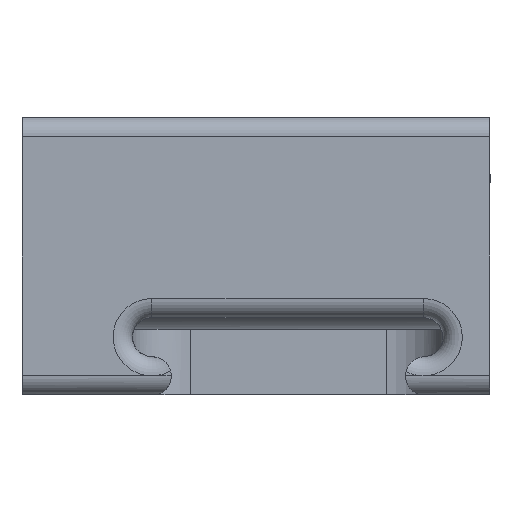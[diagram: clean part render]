
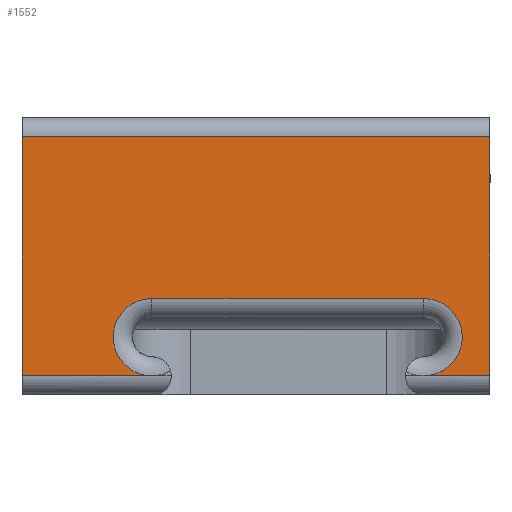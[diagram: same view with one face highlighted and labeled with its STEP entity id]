
A CAD part, front view. The second image highlights one B-rep face of the part: STEP entity #1552.
In plain terms, the highlighted planar face has unit normal (0, -1, 0).
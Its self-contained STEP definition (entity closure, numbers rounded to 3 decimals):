
#70=CIRCLE('',#1700,1.99);
#71=CIRCLE('',#1701,1.99);
#111=PLANE('',#1699);
#173=FACE_OUTER_BOUND('',#270,.T.);
#270=EDGE_LOOP('',(#1213,#1214,#1215,#1216,#1217,#1218,#1219,#1220));
#359=LINE('',#2299,#506);
#396=LINE('',#2421,#543);
#428=LINE('',#2505,#575);
#430=LINE('',#2509,#577);
#431=LINE('',#2513,#578);
#432=LINE('',#2516,#579);
#506=VECTOR('',#1831,10.);
#543=VECTOR('',#1934,10.);
#575=VECTOR('',#2024,10.);
#577=VECTOR('',#2028,10.);
#578=VECTOR('',#2031,10.);
#579=VECTOR('',#2034,10.);
#657=VERTEX_POINT('',#2296);
#658=VERTEX_POINT('',#2298);
#688=VERTEX_POINT('',#2375);
#710=VERTEX_POINT('',#2419);
#734=VERTEX_POINT('',#2508);
#735=VERTEX_POINT('',#2510);
#736=VERTEX_POINT('',#2512);
#737=VERTEX_POINT('',#2514);
#811=EDGE_CURVE('',#658,#657,#359,.F.);
#872=EDGE_CURVE('',#710,#688,#396,.F.);
#914=EDGE_CURVE('',#688,#657,#428,.T.);
#916=EDGE_CURVE('',#734,#710,#430,.T.);
#917=EDGE_CURVE('',#735,#734,#70,.T.);
#918=EDGE_CURVE('',#736,#735,#431,.T.);
#919=EDGE_CURVE('',#737,#736,#71,.T.);
#920=EDGE_CURVE('',#658,#737,#432,.T.);
#1213=ORIENTED_EDGE('',*,*,#914,.F.);
#1214=ORIENTED_EDGE('',*,*,#872,.F.);
#1215=ORIENTED_EDGE('',*,*,#916,.F.);
#1216=ORIENTED_EDGE('',*,*,#917,.F.);
#1217=ORIENTED_EDGE('',*,*,#918,.F.);
#1218=ORIENTED_EDGE('',*,*,#919,.F.);
#1219=ORIENTED_EDGE('',*,*,#920,.F.);
#1220=ORIENTED_EDGE('',*,*,#811,.T.);
#1552=ADVANCED_FACE('',(#173),#111,.T.);
#1699=AXIS2_PLACEMENT_3D('',#2507,#2026,#2027);
#1700=AXIS2_PLACEMENT_3D('',#2511,#2029,#2030);
#1701=AXIS2_PLACEMENT_3D('',#2515,#2032,#2033);
#1831=DIRECTION('',(0.,0.,-1.));
#1934=DIRECTION('',(0.,0.,-1.));
#2024=DIRECTION('',(1.,0.,0.));
#2026=DIRECTION('center_axis',(0.,-1.,0.));
#2027=DIRECTION('ref_axis',(0.,0.,
-1.));
#2028=DIRECTION('',(-1.,0.,0.));
#2029=DIRECTION('center_axis',(0.,-1.,0.));
#2030=DIRECTION('ref_axis',(-1.,0.,0.));
#2031=DIRECTION('',(-1.,0.,0.));
#2032=DIRECTION('center_axis',(0.,-1.,0.));
#2033=DIRECTION('ref_axis',(1.,0.,0.029));
#2034=DIRECTION('',(-1.,0.,0.));
#2296=CARTESIAN_POINT('',(55.853,1.,86.322));
#2298=CARTESIAN_POINT('',(55.853,1.,74.022));
#2299=CARTESIAN_POINT('',(55.853,1.,84.322));
#2375=CARTESIAN_POINT('',(31.743,1.,86.322));
#2419=CARTESIAN_POINT('',(31.743,1.,74.022));
#2421=CARTESIAN_POINT('',(31.743,1.,84.322));
#2505=CARTESIAN_POINT('',(25.103,1.,86.322));
#2507=CARTESIAN_POINT('Origin',(23.853,1.,87.322));
#2508=CARTESIAN_POINT('',(38.132,1.,74.022));
#2509=CARTESIAN_POINT('',(25.103,1.,74.022));
#2510=CARTESIAN_POINT('',(38.43,1.,77.98));
#2511=CARTESIAN_POINT('Origin',(38.43,1.,75.99));
#2512=CARTESIAN_POINT('',(52.43,1.,77.98));
#2513=CARTESIAN_POINT('',(38.141,1.,77.98));
#2514=CARTESIAN_POINT('',(52.727,1.,74.022));
#2515=CARTESIAN_POINT('Origin',(52.43,1.,75.99));
#2516=CARTESIAN_POINT('',(25.103,1.,74.022));
